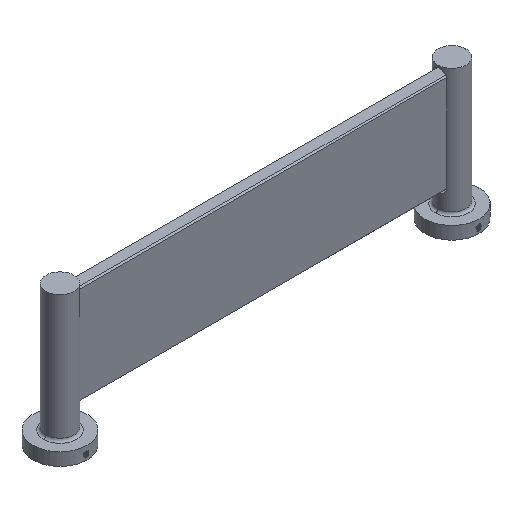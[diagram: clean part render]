
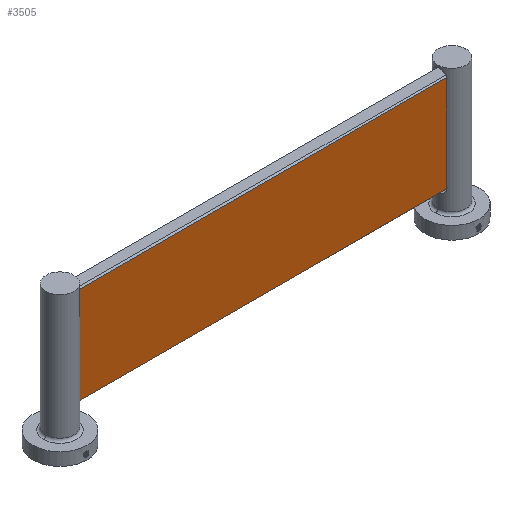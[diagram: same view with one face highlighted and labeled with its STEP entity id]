
A CAD part, isometric view. The second image highlights one B-rep face of the part: STEP entity #3505.
In plain terms, the highlighted planar face has unit normal (0, -1, 0).
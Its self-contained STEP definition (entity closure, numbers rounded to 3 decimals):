
#263 = CARTESIAN_POINT ( 'NONE',  ( 5.5, -5., 103.25 ) ) ;
#632 = VECTOR ( 'NONE', #4448, 1000. ) ;
#693 = LINE ( 'NONE', #3756, #2848 ) ;
#1009 = VECTOR ( 'NONE', #4749, 1000. ) ;
#1133 = CARTESIAN_POINT ( 'NONE',  ( 304.5, -5., 27.25 ) ) ;
#1158 = VERTEX_POINT ( 'NONE', #263 ) ;
#1170 = CARTESIAN_POINT ( 'NONE',  ( 154.5, -5., 65.25 ) ) ;
#1211 = DIRECTION ( 'NONE',  ( 0., 0., -1. ) ) ;
#1246 = ORIENTED_EDGE ( 'NONE', *, *, #6284, .T. ) ;
#1360 = CARTESIAN_POINT ( 'NONE',  ( 5.5, -5., 27.25 ) ) ;
#1724 = DIRECTION ( 'NONE',  ( 0., 0., 1. ) ) ;
#1818 = ORIENTED_EDGE ( 'NONE', *, *, #2920, .T. ) ;
#1872 = EDGE_CURVE ( 'NONE', #4707, #4472, #3649, .T. ) ;
#2004 = CARTESIAN_POINT ( 'NONE',  ( 303.5, -5., 103.25 ) ) ;
#2137 = AXIS2_PLACEMENT_3D ( 'NONE', #1170, #5825, #1211 ) ;
#2480 = VERTEX_POINT ( 'NONE', #2004 ) ;
#2509 = FACE_OUTER_BOUND ( 'NONE', #5198, .T. ) ;
#2546 = PLANE ( 'NONE',  #2137 ) ;
#2793 = DIRECTION ( 'NONE',  ( 1., 0., 0. ) ) ;
#2848 = VECTOR ( 'NONE', #1724, 1000. ) ;
#2920 = EDGE_CURVE ( 'NONE', #2480, #1158, #4292, .T. ) ;
#3505 = ADVANCED_FACE ( 'NONE', ( #2509 ), #2546, .T. ) ;
#3649 = LINE ( 'NONE', #1133, #6208 ) ;
#3756 = CARTESIAN_POINT ( 'NONE',  ( 303.5, -5., 104.25 ) ) ;
#4292 = LINE ( 'NONE', #6295, #632 ) ;
#4448 = DIRECTION ( 'NONE',  ( -1., 0., 0. ) ) ;
#4472 = VERTEX_POINT ( 'NONE', #4487 ) ;
#4487 = CARTESIAN_POINT ( 'NONE',  ( 303.5, -5., 27.25 ) ) ;
#4707 = VERTEX_POINT ( 'NONE', #1360 ) ;
#4749 = DIRECTION ( 'NONE',  ( 0., 0., -1. ) ) ;
#5198 = EDGE_LOOP ( 'NONE', ( #5455, #1246, #1818, #5461 ) ) ;
#5455 = ORIENTED_EDGE ( 'NONE', *, *, #1872, .T. ) ;
#5461 = ORIENTED_EDGE ( 'NONE', *, *, #6160, .T. ) ;
#5688 = LINE ( 'NONE', #6180, #1009 ) ;
#5825 = DIRECTION ( 'NONE',  ( 0., -1., 0. ) ) ;
#6160 = EDGE_CURVE ( 'NONE', #1158, #4707, #5688, .T. ) ;
#6180 = CARTESIAN_POINT ( 'NONE',  ( 5.5, -5., 26.25 ) ) ;
#6208 = VECTOR ( 'NONE', #2793, 1000. ) ;
#6284 = EDGE_CURVE ( 'NONE', #4472, #2480, #693, .T. ) ;
#6295 = CARTESIAN_POINT ( 'NONE',  ( 4.5, -5., 103.25 ) ) ;
